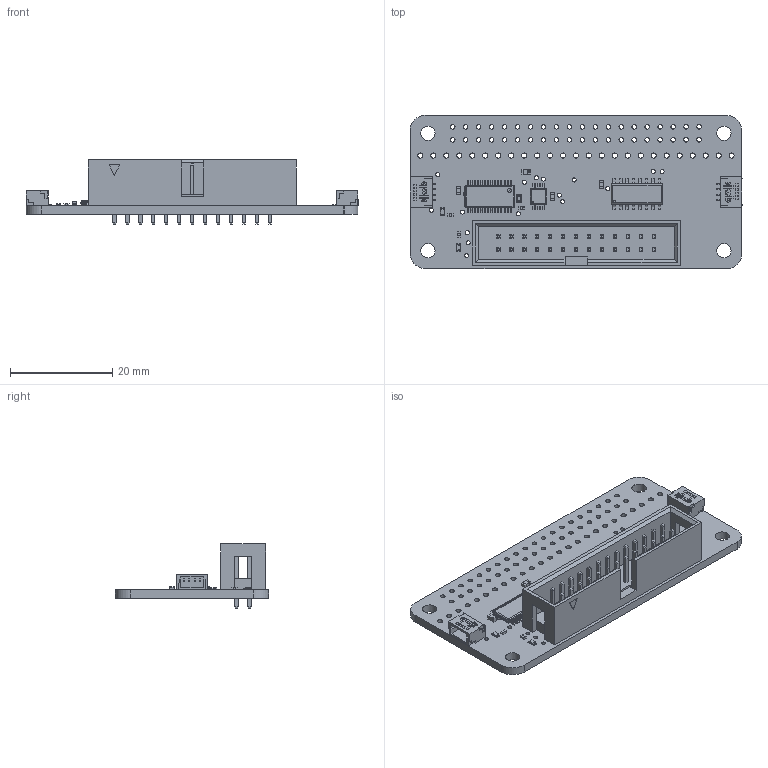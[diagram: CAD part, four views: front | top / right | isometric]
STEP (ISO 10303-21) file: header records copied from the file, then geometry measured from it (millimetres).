
FILE_DESCRIPTION(/* description */ (''),/* implementation_level */ '2;1');
FILE_NAME(/* name */ 'Proto-Pi-Board-1.0-Rev-A.step',/* time_stamp */ '2021-12-27T17:26:17-07:00',/* author */ (''),/* organization */ (''),/* preprocessor_version */ 'ST-DEVELOPER v18.1',/* originating_system */ 'Autodesk Translation Framework v10.10.0.1391',/* authorisation */ '');
FILE_SCHEMA (('AUTOMOTIVE_DESIGN { 1 0 10303 214 3 1 1 }'));
Length unit declared in the file: millimetre
Products named in the file (22): Proto-Pi; Board; Packages; R0402; CU_LOGO; C0603; R0603; CHIPLED_0603_NOOUTLINE; JST_SH4; JST 4PIN WIRE SMD FEMALE CASE BOX ; JST 4PIN - FEMALE INSIDE PINS; JST 4PIN WIRE SMD FEMALE QUICK LOGO; JST 4PIN WIRE SMD FEMALE SOLDER PINS; JST 4PIN WIRE SMD FEMALE SOLDER PADS 01; JST 4PIN WIRE SMD FEMALE SOLDER PADS 02; JST 4PIN WIRE SMD FEMALE CABLE COLOR; MSOP10; PI_BONNET_NODIM; RASBERRYPI_IDC; SOIC127P600X175-16N; Model; TSSOP28-0.65-9.7X4.4MM
Assembly tree (32 placements, depth 4):
  Proto-Pi
    Board
    Packages
      R0402  x3
      CU_LOGO  x2
      C0603  x3
      R0603
      CHIPLED_0603_NOOUTLINE  x3
      JST_SH4  x2
        JST 4PIN WIRE SMD FEMALE CASE BOX 
        JST 4PIN - FEMALE INSIDE PINS
        JST 4PIN WIRE SMD FEMALE QUICK LOGO
        JST 4PIN WIRE SMD FEMALE SOLDER PINS
        JST 4PIN WIRE SMD FEMALE SOLDER PADS 01
        JST 4PIN WIRE SMD FEMALE SOLDER PADS 02
        JST 4PIN WIRE SMD FEMALE CABLE COLOR
      MSOP10
      PI_BONNET_NODIM
      RASBERRYPI_IDC
      SOIC127P600X175-16N
        Model
      TSSOP28-0.65-9.7X4.4MM
Bounding box: 65.04 x 30 x 12.6 mm (x, y, z)
Volume: 4814.7 mm3; surface area: 8077.1 mm2
Topology: 103 solids, 103 shells, 2509 faces, 6001 edges, 3774 vertices
Faces by surface type: plane 1719, cylinder 618, sphere 121, torus 27, bspline 24
Full cylindrical faces by diameter (mm): 0.1 x3, 0.3 x1, 0.4 x1, 0.463 x2, 0.8 x25, 0.9 x40, 1 x51, 2.8 x4
Entity records: 57270 total; most frequent: CARTESIAN_POINT 9788, DIRECTION 9356, ORIENTED_EDGE 9170, EDGE_CURVE 4585, LINE 3620, VECTOR 3620, VERTEX_POINT 2914, AXIS2_PLACEMENT_3D 2868
